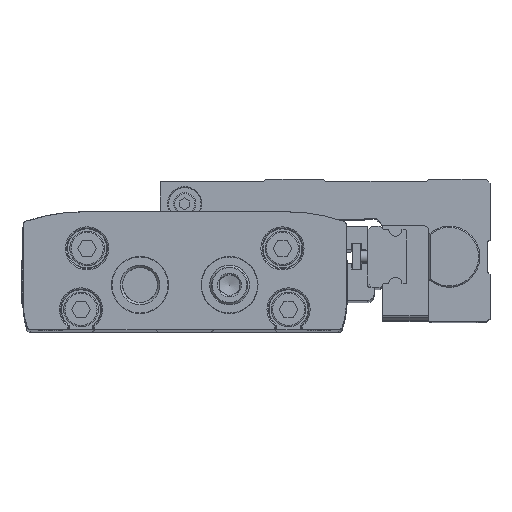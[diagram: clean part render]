
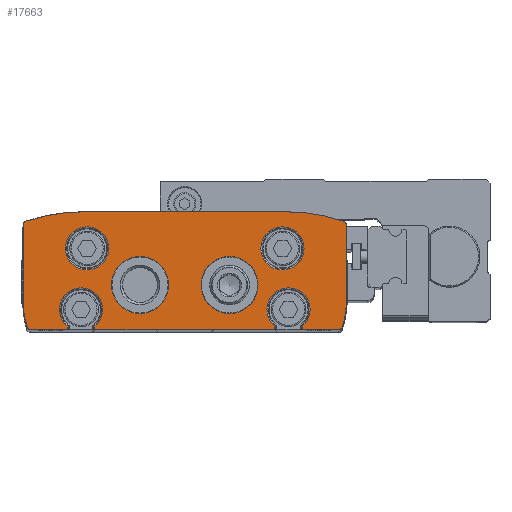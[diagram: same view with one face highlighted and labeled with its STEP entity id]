
A CAD part, top view. The second image highlights one B-rep face of the part: STEP entity #17663.
In plain terms, the highlighted planar face has unit normal (0, 0, 1).
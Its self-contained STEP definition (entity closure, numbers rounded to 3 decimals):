
#788=LINE('',#29458,#2335);
#797=LINE('',#29486,#2344);
#798=LINE('',#29494,#2345);
#807=LINE('',#29522,#2354);
#808=LINE('',#29525,#2355);
#809=LINE('',#29527,#2356);
#810=LINE('',#29533,#2357);
#811=LINE('',#29539,#2358);
#812=LINE('',#29545,#2359);
#813=LINE('',#29551,#2360);
#2335=VECTOR('',#23813,1000.);
#2344=VECTOR('',#23832,1000.);
#2345=VECTOR('',#23835,1000.);
#2354=VECTOR('',#23854,1000.);
#2355=VECTOR('',#23859,1000.);
#2356=VECTOR('',#23862,1000.);
#2357=VECTOR('',#23867,1000.);
#2358=VECTOR('',#23872,1000.);
#2359=VECTOR('',#23877,1000.);
#2360=VECTOR('',#23882,1000.);
#3975=ORIENTED_EDGE('',*,*,#8906,.F.);
#3976=ORIENTED_EDGE('',*,*,#8891,.T.);
#3977=ORIENTED_EDGE('',*,*,#8907,.T.);
#3978=ORIENTED_EDGE('',*,*,#8893,.F.);
#3979=ORIENTED_EDGE('',*,*,#8908,.F.);
#3980=ORIENTED_EDGE('',*,*,#8905,.T.);
#3981=ORIENTED_EDGE('',*,*,#8909,.T.);
#3982=ORIENTED_EDGE('',*,*,#8910,.T.);
#3983=ORIENTED_EDGE('',*,*,#8911,.T.);
#3984=ORIENTED_EDGE('',*,*,#8912,.T.);
#3985=ORIENTED_EDGE('',*,*,#8913,.T.);
#3986=ORIENTED_EDGE('',*,*,#8914,.T.);
#3987=ORIENTED_EDGE('',*,*,#8915,.T.);
#3988=ORIENTED_EDGE('',*,*,#8916,.T.);
#3989=ORIENTED_EDGE('',*,*,#8917,.T.);
#3990=ORIENTED_EDGE('',*,*,#8918,.T.);
#3991=ORIENTED_EDGE('',*,*,#8919,.T.);
#3992=ORIENTED_EDGE('',*,*,#8920,.T.);
#3993=ORIENTED_EDGE('',*,*,#8921,.T.);
#3994=ORIENTED_EDGE('',*,*,#8879,.F.);
#3995=ORIENTED_EDGE('',*,*,#8922,.F.);
#3996=ORIENTED_EDGE('',*,*,#8923,.F.);
#3997=ORIENTED_EDGE('',*,*,#8924,.F.);
#3998=ORIENTED_EDGE('',*,*,#8925,.F.);
#8879=EDGE_CURVE('',#11344,#11346,#788,.T.);
#8891=EDGE_CURVE('',#11354,#11355,#797,.T.);
#8893=EDGE_CURVE('',#11356,#11358,#798,.T.);
#8905=EDGE_CURVE('',#11366,#11367,#807,.T.);
#8906=EDGE_CURVE('',#11354,#11344,#13063,.T.);
#8907=EDGE_CURVE('',#11355,#11358,#808,.T.);
#8908=EDGE_CURVE('',#11366,#11356,#13064,.T.);
#8909=EDGE_CURVE('',#11367,#11368,#809,.T.);
#8910=EDGE_CURVE('',#11368,#11369,#13065,.T.);
#8911=EDGE_CURVE('',#11369,#11370,#13066,.T.);
#8912=EDGE_CURVE('',#11370,#11371,#810,.T.);
#8913=EDGE_CURVE('',#11371,#11372,#13067,.T.);
#8914=EDGE_CURVE('',#11372,#11373,#13068,.T.);
#8915=EDGE_CURVE('',#11373,#11374,#811,.T.);
#8916=EDGE_CURVE('',#11374,#11375,#13069,.T.);
#8917=EDGE_CURVE('',#11375,#11376,#13070,.T.);
#8918=EDGE_CURVE('',#11376,#11377,#812,.T.);
#8919=EDGE_CURVE('',#11377,#11378,#13071,.T.);
#8920=EDGE_CURVE('',#11378,#11379,#13072,.T.);
#8921=EDGE_CURVE('',#11379,#11346,#813,.T.);
#8922=EDGE_CURVE('',#11380,#11380,#13073,.T.);
#8923=EDGE_CURVE('',#11381,#11381,#13074,.T.);
#8924=EDGE_CURVE('',#11382,#11382,#13075,.T.);
#8925=EDGE_CURVE('',#11383,#11383,#13076,.T.);
#11344=VERTEX_POINT('',#29456);
#11346=VERTEX_POINT('',#29459);
#11354=VERTEX_POINT('',#29483);
#11355=VERTEX_POINT('',#29485);
#11356=VERTEX_POINT('',#29492);
#11358=VERTEX_POINT('',#29495);
#11366=VERTEX_POINT('',#29519);
#11367=VERTEX_POINT('',#29521);
#11368=VERTEX_POINT('',#29528);
#11369=VERTEX_POINT('',#29530);
#11370=VERTEX_POINT('',#29532);
#11371=VERTEX_POINT('',#29534);
#11372=VERTEX_POINT('',#29536);
#11373=VERTEX_POINT('',#29538);
#11374=VERTEX_POINT('',#29540);
#11375=VERTEX_POINT('',#29542);
#11376=VERTEX_POINT('',#29544);
#11377=VERTEX_POINT('',#29546);
#11378=VERTEX_POINT('',#29548);
#11379=VERTEX_POINT('',#29550);
#11380=VERTEX_POINT('',#29553);
#11381=VERTEX_POINT('',#29555);
#11382=VERTEX_POINT('',#29557);
#11383=VERTEX_POINT('',#29559);
#13063=CIRCLE('',#21683,5.3);
#13064=CIRCLE('',#21684,5.3);
#13065=CIRCLE('',#21685,1.);
#13066=CIRCLE('',#21686,21.);
#13067=CIRCLE('',#21687,1.);
#13068=CIRCLE('',#21688,45.);
#13069=CIRCLE('',#21689,45.);
#13070=CIRCLE('',#21690,1.);
#13071=CIRCLE('',#21691,21.);
#13072=CIRCLE('',#21692,1.);
#13073=CIRCLE('',#21693,5.3);
#13074=CIRCLE('',#21694,5.3);
#13075=CIRCLE('',#21695,7.);
#13076=CIRCLE('',#21696,7.);
#13917=EDGE_LOOP('',(#3975,#3976,#3977,#3978,#3979,#3980,#3981,#3982,#3983,
#3984,#3985,#3986,#3987,#3988,#3989,#3990,#3991,#3992,#3993,#3994));
#13918=EDGE_LOOP('',(#3995));
#13919=EDGE_LOOP('',(#3996));
#13920=EDGE_LOOP('',(#3997));
#13921=EDGE_LOOP('',(#3998));
#15498=FACE_BOUND('',#13917,.T.);
#15499=FACE_BOUND('',#13918,.T.);
#15500=FACE_BOUND('',#13919,.T.);
#15501=FACE_BOUND('',#13920,.T.);
#15502=FACE_BOUND('',#13921,.T.);
#17078=PLANE('',#21682);
#17663=ADVANCED_FACE('',(#15498,#15499,#15500,#15501,#15502),#17078,.T.);
#21682=AXIS2_PLACEMENT_3D('',#29523,#23855,#23856);
#21683=AXIS2_PLACEMENT_3D('',#29524,#23857,#23858);
#21684=AXIS2_PLACEMENT_3D('',#29526,#23860,#23861);
#21685=AXIS2_PLACEMENT_3D('',#29529,#23863,#23864);
#21686=AXIS2_PLACEMENT_3D('',#29531,#23865,#23866);
#21687=AXIS2_PLACEMENT_3D('',#29535,#23868,#23869);
#21688=AXIS2_PLACEMENT_3D('',#29537,#23870,#23871);
#21689=AXIS2_PLACEMENT_3D('',#29541,#23873,#23874);
#21690=AXIS2_PLACEMENT_3D('',#29543,#23875,#23876);
#21691=AXIS2_PLACEMENT_3D('',#29547,#23878,#23879);
#21692=AXIS2_PLACEMENT_3D('',#29549,#23880,#23881);
#21693=AXIS2_PLACEMENT_3D('',#29552,#23883,#23884);
#21694=AXIS2_PLACEMENT_3D('',#29554,#23885,#23886);
#21695=AXIS2_PLACEMENT_3D('',#29556,#23887,#23888);
#21696=AXIS2_PLACEMENT_3D('',#29558,#23889,#23890);
#23813=DIRECTION('',(0.,-1.,0.));
#23832=DIRECTION('',(0.,-1.,0.));
#23835=DIRECTION('',(0.,-1.,0.));
#23854=DIRECTION('',(0.,-1.,0.));
#23855=DIRECTION('',(0.,0.,1.));
#23856=DIRECTION('',(1.,0.,0.));
#23857=DIRECTION('',(0.,0.,1.));
#23858=DIRECTION('',(1.,0.,0.));
#23859=DIRECTION('',(1.,0.,0.));
#23860=DIRECTION('',(0.,0.,1.));
#23861=DIRECTION('',(1.,0.,0.));
#23862=DIRECTION('',(1.,0.,0.));
#23863=DIRECTION('',(0.,0.,1.));
#23864=DIRECTION('',(1.,0.,0.));
#23865=DIRECTION('',(0.,0.,1.));
#23866=DIRECTION('',(1.,0.,0.));
#23867=DIRECTION('',(0.,1.,0.));
#23868=DIRECTION('',(0.,0.,1.));
#23869=DIRECTION('',(1.,0.,0.));
#23870=DIRECTION('',(0.,0.,1.));
#23871=DIRECTION('',(1.,0.,0.));
#23872=DIRECTION('',(-1.,0.,0.));
#23873=DIRECTION('',(0.,0.,1.));
#23874=DIRECTION('',(1.,0.,0.));
#23875=DIRECTION('',(0.,0.,1.));
#23876=DIRECTION('',(1.,0.,0.));
#23877=DIRECTION('',(0.,-1.,0.));
#23878=DIRECTION('',(0.,0.,1.));
#23879=DIRECTION('',(1.,0.,0.));
#23880=DIRECTION('',(0.,0.,1.));
#23881=DIRECTION('',(1.,0.,0.));
#23882=DIRECTION('',(1.,0.,0.));
#23883=DIRECTION('',(0.,0.,1.));
#23884=DIRECTION('',(1.,0.,0.));
#23885=DIRECTION('',(0.,0.,1.));
#23886=DIRECTION('',(1.,0.,0.));
#23887=DIRECTION('',(0.,0.,1.));
#23888=DIRECTION('',(1.,0.,0.));
#23889=DIRECTION('',(0.,0.,1.));
#23890=DIRECTION('',(1.,0.,0.));
#29456=CARTESIAN_POINT('',(-28.9,0.934,200.));
#29458=CARTESIAN_POINT('',(-28.9,5.,200.));
#29459=CARTESIAN_POINT('',(-28.9,0.,200.));
#29483=CARTESIAN_POINT('',(-22.1,0.934,200.));
#29485=CARTESIAN_POINT('',(-22.1,0.,200.));
#29486=CARTESIAN_POINT('',(-22.1,5.,200.));
#29492=CARTESIAN_POINT('',(22.1,0.934,200.));
#29494=CARTESIAN_POINT('',(22.1,5.,200.));
#29495=CARTESIAN_POINT('',(22.1,0.,200.));
#29519=CARTESIAN_POINT('',(28.9,0.934,200.));
#29521=CARTESIAN_POINT('',(28.9,0.,200.));
#29522=CARTESIAN_POINT('',(28.9,5.,200.));
#29523=CARTESIAN_POINT('',(-18.7,7.,200.));
#29524=CARTESIAN_POINT('',(-25.5,5.,200.));
#29525=CARTESIAN_POINT('',(-37.779,0.,200.));
#29526=CARTESIAN_POINT('',(25.5,5.,200.));
#29527=CARTESIAN_POINT('',(-37.779,0.,200.));
#29528=CARTESIAN_POINT('',(37.779,0.,200.));
#29529=CARTESIAN_POINT('',(37.779,1.,200.));
#29530=CARTESIAN_POINT('',(38.733,0.7,200.));
#29531=CARTESIAN_POINT('',(18.7,7.,200.));
#29532=CARTESIAN_POINT('',(39.7,7.,200.));
#29533=CARTESIAN_POINT('',(39.7,7.,200.));
#29534=CARTESIAN_POINT('',(39.7,25.713,200.));
#29535=CARTESIAN_POINT('',(38.7,25.713,200.));
#29536=CARTESIAN_POINT('',(39.018,26.661,200.));
#29537=CARTESIAN_POINT('',(24.7,-16.,200.));
#29538=CARTESIAN_POINT('',(24.7,29.,200.));
#29539=CARTESIAN_POINT('',(24.7,29.,200.));
#29540=CARTESIAN_POINT('',(-24.7,29.,200.));
#29541=CARTESIAN_POINT('',(-24.7,-16.,200.));
#29542=CARTESIAN_POINT('',(-39.018,26.661,200.));
#29543=CARTESIAN_POINT('',(-38.7,25.713,200.));
#29544=CARTESIAN_POINT('',(-39.7,25.713,200.));
#29545=CARTESIAN_POINT('',(-39.7,25.713,200.));
#29546=CARTESIAN_POINT('',(-39.7,7.,200.));
#29547=CARTESIAN_POINT('',(-18.7,7.,200.));
#29548=CARTESIAN_POINT('',(-38.733,0.7,200.));
#29549=CARTESIAN_POINT('',(-37.779,1.,200.));
#29550=CARTESIAN_POINT('',(-37.779,0.,200.));
#29551=CARTESIAN_POINT('',(-37.779,0.,200.));
#29552=CARTESIAN_POINT('',(-24.,20.,200.));
#29553=CARTESIAN_POINT('',(-18.7,20.,200.));
#29554=CARTESIAN_POINT('',(24.,20.,200.));
#29555=CARTESIAN_POINT('',(29.3,20.,200.));
#29556=CARTESIAN_POINT('',(-11.,11.,200.));
#29557=CARTESIAN_POINT('',(-4.,11.,200.));
#29558=CARTESIAN_POINT('',(11.,11.,200.));
#29559=CARTESIAN_POINT('',(18.,11.,200.));
